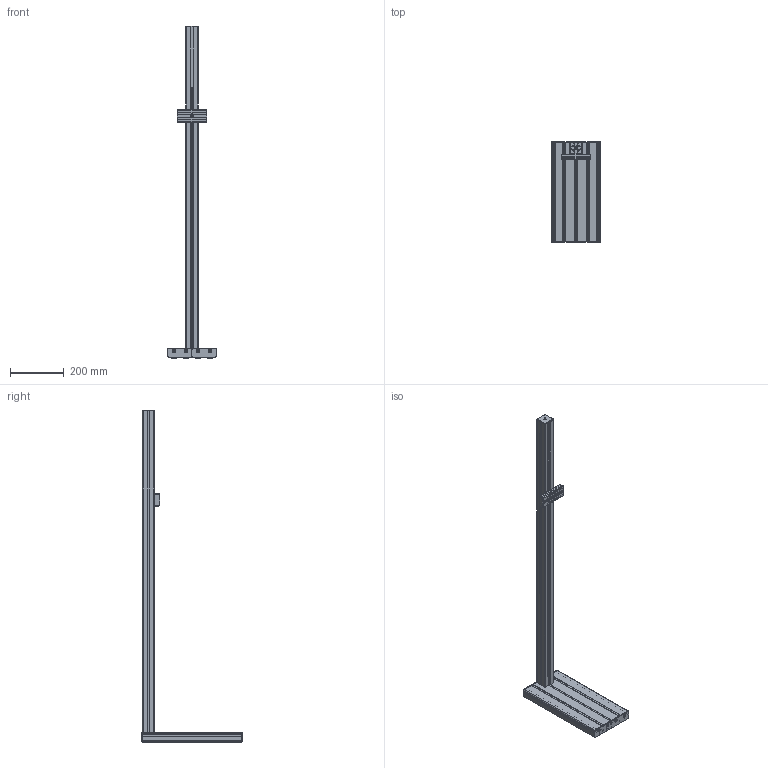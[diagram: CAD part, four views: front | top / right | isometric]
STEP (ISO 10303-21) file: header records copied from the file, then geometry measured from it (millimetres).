
FILE_DESCRIPTION(/* description */ (''),/* implementation_level */ '2;1');
FILE_NAME(/* name */ '290136-0.step',/* time_stamp */ '2021-09-06T08:23:50+02:00',/* author */ ('Molter'),/* organization */ (''),/* preprocessor_version */ 'ST-DEVELOPER v18.1',/* originating_system */ 'Autodesk Inventor 2021',/* authorisation */ '');
FILE_SCHEMA (('AUTOMOTIVE_DESIGN { 1 0 10303 214 3 1 1 }','AP242_MANAGED_MODEL_BASED_3D_ENGINEERING_MIM_LF { 1 0 10303 442 1 1 4 }'));
Length unit declared in the file: millimetre
Products named in the file (14): MTW_1-00067737; MTW_1-00067740; MTW_1-00067743; MTW_1-00067745; 22-1056-0FZ.005; MTW_1-00067749; MTW_1-00067759; 22-1136-1FZ.000; 22-1004-1FZ.001; leer; 21-1351-2FZ.005; MTW_1-00124174; MTW_1-00124168; 21-1666-0FZ.001
Assembly tree (25 placements, depth 3):
  MTW_1-00067737
    MTW_1-00067740
    MTW_1-00067743
    MTW_1-00067745
    22-1056-0FZ.005
    MTW_1-00067749  x5
    MTW_1-00067759  x4
    22-1136-1FZ.000  x2
    22-1004-1FZ.001
    leer
    21-1351-2FZ.005
    MTW_1-00124174  x4
      MTW_1-00124168
      21-1666-0FZ.001
Bounding box: 180 x 376 x 1238 mm (x, y, z)
Volume: 2532042.7 mm3; surface area: 1460459.3 mm2
Topology: 30 solids, 30 shells, 1104 faces, 3033 edges, 2012 vertices
Faces by surface type: plane 626, cylinder 434, torus 21, bspline 12, cone 11
Full cylindrical faces by diameter (mm): 5 x1, 5.5 x1, 7.5 x7, 8 x10, 8.5 x8, 9 x2, 12 x8, 13 x9
Entity records: 24446 total; most frequent: CARTESIAN_POINT 4502, DIRECTION 4006, ORIENTED_EDGE 3974, EDGE_CURVE 1987, AXIS2_PLACEMENT_3D 1344, LINE 1318, VECTOR 1318, VERTEX_POINT 1318
